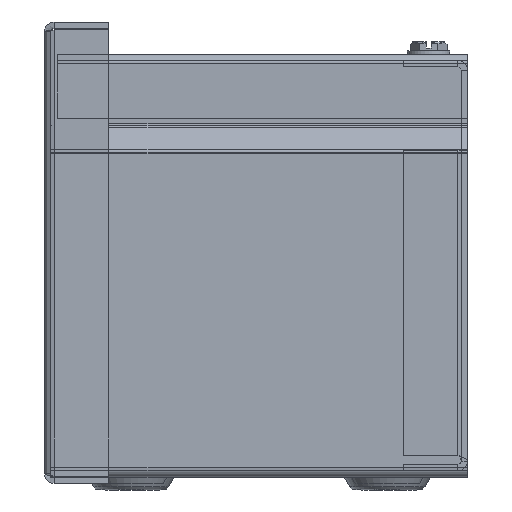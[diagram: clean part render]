
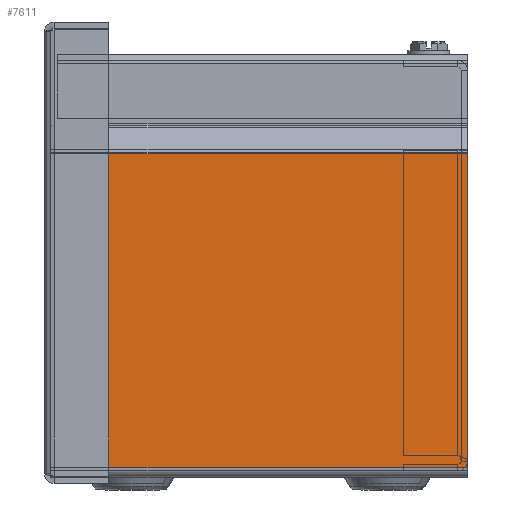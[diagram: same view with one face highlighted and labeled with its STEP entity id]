
A CAD part, left-side view. The second image highlights one B-rep face of the part: STEP entity #7611.
In plain terms, the highlighted planar face has unit normal (-1, 0, 0).
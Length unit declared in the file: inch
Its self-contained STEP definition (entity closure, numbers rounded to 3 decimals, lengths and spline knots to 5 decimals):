
#530=LINE('',#11161,#1094);
#533=LINE('',#11167,#1097);
#541=LINE('',#11190,#1105);
#542=LINE('',#11194,#1106);
#1094=VECTOR('',#9083,4.0625);
#1097=VECTOR('',#9088,3.06099);
#1105=VECTOR('',#9120,4.0625);
#1106=VECTOR('',#9127,3.06099);
#1637=PLANE('',#8127);
#1989=FACE_OUTER_BOUND('',#2463,.T.);
#2463=EDGE_LOOP('',(#5223,#5224,#5225,#5226));
#3263=VERTEX_POINT('',#11149);
#3264=VERTEX_POINT('',#11153);
#3266=VERTEX_POINT('',#11165);
#3269=VERTEX_POINT('',#11189);
#3995=EDGE_CURVE('',#3263,#3264,#530,.T.);
#3998=EDGE_CURVE('',#3266,#3264,#533,.T.);
#4010=EDGE_CURVE('',#3266,#3269,#541,.T.);
#4013=EDGE_CURVE('',#3263,#3269,#542,.T.);
#5223=ORIENTED_EDGE('',*,*,#3995,.T.);
#5224=ORIENTED_EDGE('',*,*,#3998,.F.);
#5225=ORIENTED_EDGE('',*,*,#4010,.T.);
#5226=ORIENTED_EDGE('',*,*,#4013,.F.);
#7611=ADVANCED_FACE('',(#1989),#1637,.F.);
#8127=AXIS2_PLACEMENT_3D('',#11202,#9139,#9140);
#9083=DIRECTION('',(0.,1.,0.));
#9088=DIRECTION('',(0.,0.,1.));
#9120=DIRECTION('',(0.,-1.,0.));
#9127=DIRECTION('',(0.,0.,-1.));
#9139=DIRECTION('center_axis',(1.,0.,0.));
#9140=DIRECTION('ref_axis',(0.,0.,-1.));
#11149=CARTESIAN_POINT('',(-30.0625,-2.03125,3.15424));
#11153=CARTESIAN_POINT('',(-30.0625,2.03125,3.15424));
#11161=CARTESIAN_POINT('',(-30.0625,1.01563,3.15424));
#11165=CARTESIAN_POINT('',(-30.0625,2.03125,0.09325));
#11167=CARTESIAN_POINT('',(-30.0625,2.03125,0.09325));
#11189=CARTESIAN_POINT('',(-30.0625,-2.03125,0.09325));
#11190=CARTESIAN_POINT('',(-30.0625,0.,0.09325));
#11194=CARTESIAN_POINT('',(-30.0625,-2.03125,-0.04446));
#11202=CARTESIAN_POINT('Origin',(-30.0625,0.,1.5997));
